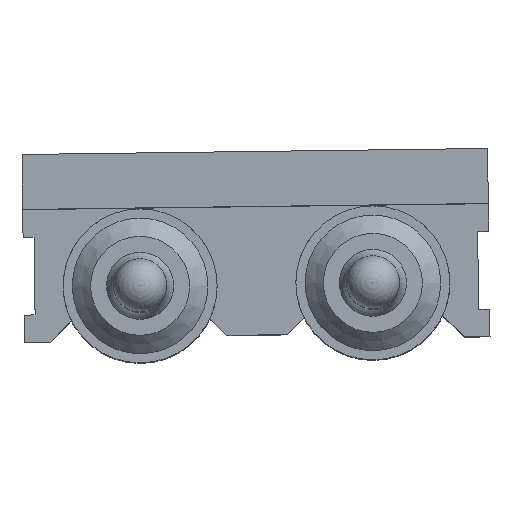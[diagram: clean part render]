
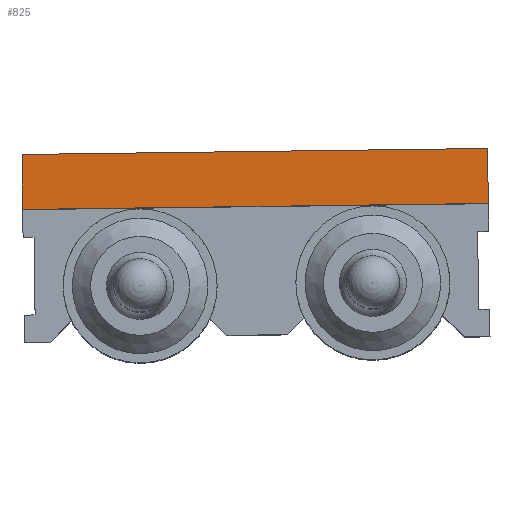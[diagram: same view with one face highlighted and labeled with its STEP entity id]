
A CAD part, top view. The second image highlights one B-rep face of the part: STEP entity #825.
In plain terms, the highlighted planar face has unit normal (0, 0, 1).
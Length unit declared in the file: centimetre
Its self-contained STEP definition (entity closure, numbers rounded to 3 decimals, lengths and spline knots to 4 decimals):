
#47=LINE('',#1266,#125);
#67=LINE('',#1308,#145);
#77=LINE('',#1326,#155);
#92=LINE('',#1358,#170);
#125=VECTOR('',#1017,0.06);
#145=VECTOR('',#1049,0.508);
#155=VECTOR('',#1065,0.06);
#170=VECTOR('',#1106,0.508);
#213=PLANE('',#896);
#277=FACE_OUTER_BOUND('',#339,.T.);
#339=EDGE_LOOP('',(#744,#745,#746,#747));
#432=VERTEX_POINT('',#1263);
#433=VERTEX_POINT('',#1265);
#449=VERTEX_POINT('',#1307);
#454=VERTEX_POINT('',#1325);
#513=EDGE_CURVE('',#433,#432,#47,.T.);
#535=EDGE_CURVE('',#449,#433,#67,.T.);
#545=EDGE_CURVE('',#449,#454,#77,.T.);
#561=EDGE_CURVE('',#454,#432,#92,.T.);
#744=ORIENTED_EDGE('',*,*,#535,.T.);
#745=ORIENTED_EDGE('',*,*,#513,.T.);
#746=ORIENTED_EDGE('',*,*,#561,.F.);
#747=ORIENTED_EDGE('',*,*,#545,.F.);
#825=ADVANCED_FACE('',(#277),#213,.T.);
#896=AXIS2_PLACEMENT_3D('',#1359,#1107,#1108);
#1017=DIRECTION('',(-0.013,1.,0.));
#1049=DIRECTION('',(1.,0.013,0.));
#1065=DIRECTION('',(-0.013,1.,0.));
#1106=DIRECTION('',(1.,0.013,0.));
#1107=DIRECTION('center_axis',(0.,0.,
1.));
#1108=DIRECTION('ref_axis',(1.,0.013,0.));
#1263=CARTESIAN_POINT('',(-1.3743,0.3559,0.8225));
#1265=CARTESIAN_POINT('',(-1.3736,0.2959,0.8225));
#1266=CARTESIAN_POINT('',(-1.3736,0.2959,0.8225));
#1307=CARTESIAN_POINT('',(-1.8815,0.2893,0.8225));
#1308=CARTESIAN_POINT('',(-1.8815,0.2893,0.8225));
#1325=CARTESIAN_POINT('',(-1.8823,0.3493,0.8225));
#1326=CARTESIAN_POINT('',(-1.8815,0.2893,0.8225));
#1358=CARTESIAN_POINT('',(-1.8823,0.3493,0.8225));
#1359=CARTESIAN_POINT('Origin',(-1.8815,0.2893,0.8225));
